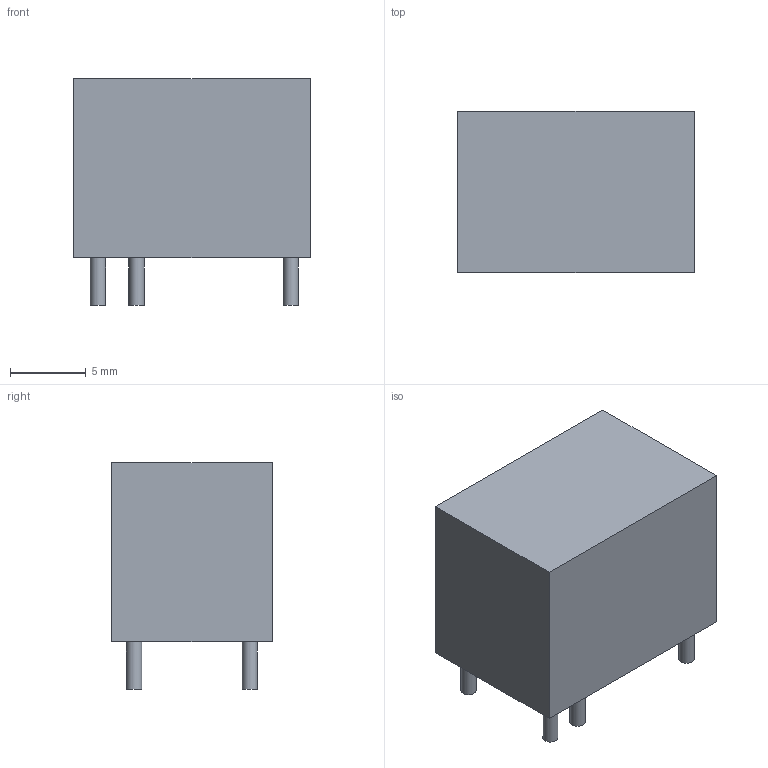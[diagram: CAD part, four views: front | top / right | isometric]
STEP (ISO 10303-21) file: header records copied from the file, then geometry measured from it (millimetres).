
FILE_DESCRIPTION(/* description */ ('STEP AP214'),/* implementation_level */ '2;1');
FILE_NAME(/* name */ '6115684fca907c494e628427',/* time_stamp */ '2021-08-12T18:28:32+00:00',/* author */ (''),/* organization */ (''),/* preprocessor_version */ 'ST-DEVELOPER v18.1',/* originating_system */ ' ',/* authorisation */ ' ');
FILE_SCHEMA (('AUTOMOTIVE_DESIGN {1 0 10303 214 3 1 1}'));
Length unit declared in the file: metre
Products named in the file (1): Part 1
Bounding box: 15.6 x 10.6 x 14.9 mm (x, y, z)
Volume: 1965.9 mm3; surface area: 1007.5 mm2
Topology: 1 solids, 1 shells, 18 faces, 35 edges, 25 vertices
Faces by surface type: plane 12, cylinder 6
Full cylindrical faces by diameter (mm): 1 x6
Entity records: 426 total; most frequent: DIRECTION 74, CARTESIAN_POINT 63, ORIENTED_EDGE 48, AXIS2_PLACEMENT_3D 31, EDGE_LOOP 30, FACE_BOUND 30, EDGE_CURVE 24, VERTEX_POINT 20
